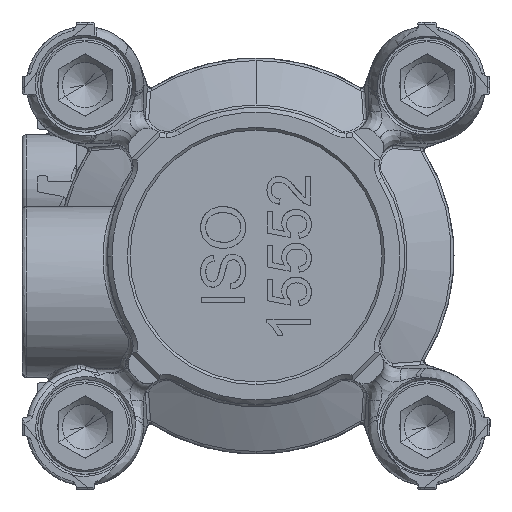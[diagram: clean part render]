
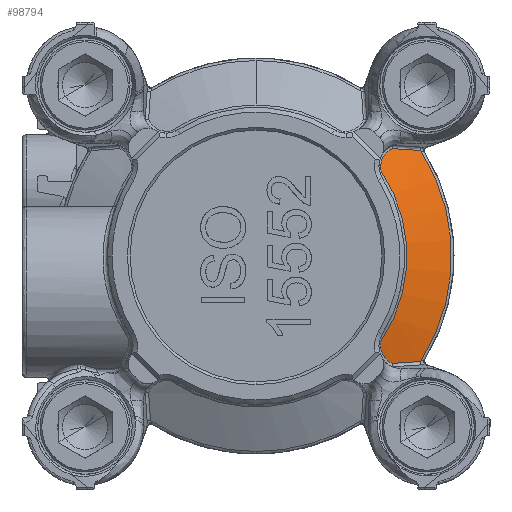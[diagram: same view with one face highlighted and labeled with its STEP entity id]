
A CAD part, front view. The second image highlights one B-rep face of the part: STEP entity #98794.
In plain terms, the highlighted conical face has half-angle 63.5 degrees and reference radius 21.723 mm.
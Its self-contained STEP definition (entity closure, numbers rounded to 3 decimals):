
#1379 = AXIS2_PLACEMENT_3D ( 'NONE', #47542, #78491, #40415 ) ;
#2127 = CARTESIAN_POINT ( 'NONE',  ( 15.152, 23.494, -11.925 ) ) ;
#3330 = EDGE_CURVE ( 'NONE', #48879, #71265, #57495, .T. ) ;
#3783 = CARTESIAN_POINT ( 'NONE',  ( 18.289, 24.711, 11.721 ) ) ;
#4547 = EDGE_CURVE ( 'NONE', #67386, #92310, #97232, .T. ) ;
#4670 = DIRECTION ( 'NONE',  ( -1., 0., 0. ) ) ;
#5618 = CARTESIAN_POINT ( 'NONE',  ( 14.192, 22.863, 11.099 ) ) ;
#5747 = CARTESIAN_POINT ( 'NONE',  ( 14.059, 22.736, -10.855 ) ) ;
#7445 = DIRECTION ( 'NONE',  ( 0., 1., 0. ) ) ;
#12428 = ORIENTED_EDGE ( 'NONE', *, *, #21403, .F. ) ;
#13857 = CARTESIAN_POINT ( 'NONE',  ( 14.511, 23.109, -11.491 ) ) ;
#14240 = CARTESIAN_POINT ( 'NONE',  ( 14.695, 23.23, 11.652 ) ) ;
#14356 = CARTESIAN_POINT ( 'NONE',  ( 14.711, 23.246, -11.68 ) ) ;
#14572 = DIRECTION ( 'NONE',  ( 0., 0., 1. ) ) ;
#14730 = CARTESIAN_POINT ( 'NONE',  ( 13.899, 22.534, 10.394 ) ) ;
#15001 = ORIENTED_EDGE ( 'NONE', *, *, #20792, .T. ) ;
#15877 = CARTESIAN_POINT ( 'NONE',  ( 18.289, 24.711, 11.721 ) ) ;
#16068 = CARTESIAN_POINT ( 'NONE',  ( 0., 22.245, 0. ) ) ;
#18484 = CARTESIAN_POINT ( 'NONE',  ( 13.86, 22.443, -10.14 ) ) ;
#19464 = VERTEX_POINT ( 'NONE', #76942 ) ;
#20792 = EDGE_CURVE ( 'NONE', #92310, #26391, #91654, .T. ) ;
#21374 = CARTESIAN_POINT ( 'NONE',  ( 13.848, 22.29, 9.634 ) ) ;
#21403 = EDGE_CURVE ( 'NONE', #67386, #19464, #69469, .T. ) ;
#21866 = CARTESIAN_POINT ( 'NONE',  ( 14.244, 22.907, 11.176 ) ) ;
#22881 = CARTESIAN_POINT ( 'NONE',  ( 13.882, 22.498, 10.3 ) ) ;
#25647 = CARTESIAN_POINT ( 'NONE',  ( 13.915, 22.245, -9.372 ) ) ;
#26155 = CARTESIAN_POINT ( 'NONE',  ( 13.846, 22.377, -9.936 ) ) ;
#26391 = VERTEX_POINT ( 'NONE', #74386 ) ;
#27039 = CARTESIAN_POINT ( 'NONE',  ( 15.152, 23.494, -11.925 ) ) ;
#29029 = CARTESIAN_POINT ( 'NONE',  ( 14.769, 23.277, 11.707 ) ) ;
#29156 = CARTESIAN_POINT ( 'NONE',  ( 14.144, 22.821, -11.024 ) ) ;
#29233 = EDGE_CURVE ( 'NONE', #26391, #48879, #80083, .T. ) ;
#30003 = CARTESIAN_POINT ( 'NONE',  ( 13.915, 22.245, 9.372 ) ) ;
#32637 = CARTESIAN_POINT ( 'NONE',  ( 16.148, 23.865, -11.864 ) ) ;
#33130 = CARTESIAN_POINT ( 'NONE',  ( 17.193, 24.271, -11.796 ) ) ;
#34793 = CARTESIAN_POINT ( 'NONE',  ( 17.193, 24.271, 11.796 ) ) ;
#36631 = CARTESIAN_POINT ( 'NONE',  ( 14.026, 22.704, 10.792 ) ) ;
#37134 = CARTESIAN_POINT ( 'NONE',  ( 15.152, 23.494, 11.925 ) ) ;
#38115 = CARTESIAN_POINT ( 'NONE',  ( 14.555, 23.139, 11.532 ) ) ;
#40415 = DIRECTION ( 'NONE',  ( 0., 0., -1. ) ) ;
#41394 = CARTESIAN_POINT ( 'NONE',  ( 13.882, 22.267, -9.503 ) ) ;
#43888 = CARTESIAN_POINT ( 'NONE',  ( 14.081, 22.758, -10.9 ) ) ;
#45263 = CARTESIAN_POINT ( 'NONE',  ( 13.978, 22.648, 10.672 ) ) ;
#47542 = CARTESIAN_POINT ( 'NONE',  ( 0., 24.711, 0. ) ) ;
#48879 = VERTEX_POINT ( 'NONE', #96895 ) ;
#49532 = CARTESIAN_POINT ( 'NONE',  ( 13.862, 22.449, -10.158 ) ) ;
#51039 = CARTESIAN_POINT ( 'NONE',  ( 14.487, 23.092, -11.467 ) ) ;
#52520 = CARTESIAN_POINT ( 'NONE',  ( 13.962, 22.624, -10.614 ) ) ;
#52581 = AXIS2_PLACEMENT_3D ( 'NONE', #16068, #7445, #14572 ) ;
#53396 = CARTESIAN_POINT ( 'NONE',  ( 14.577, 23.154, 11.552 ) ) ;
#55273 = EDGE_CURVE ( 'NONE', #71265, #19464, #84745, .T. ) ;
#57134 = CARTESIAN_POINT ( 'NONE',  ( 13.852, 22.414, -10.054 ) ) ;
#57495 = B_SPLINE_CURVE_WITH_KNOTS ( 'NONE', 3,
 ( #25647, #41394, #72372, #64766, #26155, #57134, #88094, #18484, #49532, #83973, #99201, #52520, #89603, #98711, #5747, #82976, #43888, #29156, #74874, #98193, #66273, #97221, #51039, #13857, #14356, #67232, #90099 ),
 .UNSPECIFIED., .F., .F.,
 ( 4, 2, 1, 1, 2, 2, 2, 1, 1, 2, 2, 2, 1, 2, 2, 4 ),
 ( 0., 0.125, 0.187, 0.219, 0.234, 0.25, 0.375, 0.437, 0.469, 0.484, 0.5, 0.625, 0.687, 0.719, 0.75, 1. ),
 .UNSPECIFIED. ) ;
#58988 = ORIENTED_EDGE ( 'NONE', *, *, #4547, .T. ) ;
#59541 = FACE_OUTER_BOUND ( 'NONE', #74323, .T. ) ;
#60015 = CARTESIAN_POINT ( 'NONE',  ( 13.923, 22.571, 10.487 ) ) ;
#60041 = DIRECTION ( 'NONE',  ( 0., 1., 0. ) ) ;
#61166 = AXIS2_PLACEMENT_3D ( 'NONE', #82874, #60041, #4670 ) ;
#64766 = CARTESIAN_POINT ( 'NONE',  ( 13.848, 22.348, -9.835 ) ) ;
#65776 = CARTESIAN_POINT ( 'NONE',  ( 16.148, 23.865, 11.864 ) ) ;
#66047 = CONICAL_SURFACE ( 'NONE', #61166, 21.723, 1.108 ) ;
#66273 = CARTESIAN_POINT ( 'NONE',  ( 14.379, 23.014, -11.352 ) ) ;
#67232 = CARTESIAN_POINT ( 'NONE',  ( 14.916, 23.369, -11.82 ) ) ;
#67386 = VERTEX_POINT ( 'NONE', #15877 ) ;
#67612 = CARTESIAN_POINT ( 'NONE',  ( 13.871, 22.475, 10.236 ) ) ;
#68113 = CARTESIAN_POINT ( 'NONE',  ( 14.924, 23.369, 11.811 ) ) ;
#68601 = CARTESIAN_POINT ( 'NONE',  ( 14.355, 22.997, 11.326 ) ) ;
#69469 = CIRCLE ( 'NONE', #1379, 21.723 ) ;
#71251 = CARTESIAN_POINT ( 'NONE',  ( 15.152, 23.494, 11.925 ) ) ;
#71265 = VERTEX_POINT ( 'NONE', #27039 ) ;
#72237 = CARTESIAN_POINT ( 'NONE',  ( 18.289, 24.711, -11.721 ) ) ;
#72372 = CARTESIAN_POINT ( 'NONE',  ( 13.86, 22.296, -9.635 ) ) ;
#74323 = EDGE_LOOP ( 'NONE', ( #84351, #12428, #58988, #15001, #87334, #83118 ) ) ;
#74386 = CARTESIAN_POINT ( 'NONE',  ( 13.915, 22.245, 9.372 ) ) ;
#74874 = CARTESIAN_POINT ( 'NONE',  ( 14.208, 22.879, -11.13 ) ) ;
#76239 = CARTESIAN_POINT ( 'NONE',  ( 15.034, 23.432, 11.873 ) ) ;
#76727 = CARTESIAN_POINT ( 'NONE',  ( 14.101, 22.778, 10.939 ) ) ;
#76942 = CARTESIAN_POINT ( 'NONE',  ( 18.289, 24.711, -11.721 ) ) ;
#78491 = DIRECTION ( 'NONE',  ( 0., 1., 0. ) ) ;
#80083 = CIRCLE ( 'NONE', #52581, 16.777 ) ;
#82874 = CARTESIAN_POINT ( 'NONE',  ( 0., 24.711, 0. ) ) ;
#82976 = CARTESIAN_POINT ( 'NONE',  ( 14.073, 22.751, -10.884 ) ) ;
#83118 = ORIENTED_EDGE ( 'NONE', *, *, #3330, .T. ) ;
#83851 = CARTESIAN_POINT ( 'NONE',  ( 14.114, 22.791, 10.965 ) ) ;
#83973 = CARTESIAN_POINT ( 'NONE',  ( 13.88, 22.498, -10.303 ) ) ;
#84351 = ORIENTED_EDGE ( 'NONE', *, *, #55273, .T. ) ;
#84745 = B_SPLINE_CURVE_WITH_KNOTS ( 'NONE', 3,
 ( #2127, #32637, #33130, #72237 ),
 .UNSPECIFIED., .F., .F.,
 ( 4, 4 ),
 ( 0., 1. ),
 .UNSPECIFIED. ) ;
#87334 = ORIENTED_EDGE ( 'NONE', *, *, #29233, .T. ) ;
#88094 = CARTESIAN_POINT ( 'NONE',  ( 13.857, 22.431, -10.106 ) ) ;
#89603 = CARTESIAN_POINT ( 'NONE',  ( 13.994, 22.665, -10.705 ) ) ;
#90099 = CARTESIAN_POINT ( 'NONE',  ( 15.152, 23.494, -11.925 ) ) ;
#90961 = CARTESIAN_POINT ( 'NONE',  ( 13.83, 22.359, 9.899 ) ) ;
#91443 = CARTESIAN_POINT ( 'NONE',  ( 14.624, 23.184, 11.592 ) ) ;
#91654 = B_SPLINE_CURVE_WITH_KNOTS ( 'NONE', 3,
 ( #37134, #76239, #68113, #29029, #14240, #91443, #53396, #38115, #99073, #68601, #21866, #5618, #98581, #83851, #76727, #36631, #45263, #60015, #14730, #22881, #67612, #99560, #90961, #21374, #30003 ),
 .UNSPECIFIED., .F., .F.,
 ( 4, 2, 1, 2, 2, 2, 1, 2, 2, 2, 1, 2, 2, 4 ),
 ( 0., 0.125, 0.188, 0.219, 0.25, 0.375, 0.438, 0.469, 0.5, 0.625, 0.688, 0.719, 0.75, 1. ),
 .UNSPECIFIED. ) ;
#92310 = VERTEX_POINT ( 'NONE', #71251 ) ;
#96895 = CARTESIAN_POINT ( 'NONE',  ( 13.915, 22.245, -9.372 ) ) ;
#97221 = CARTESIAN_POINT ( 'NONE',  ( 14.443, 23.061, -11.422 ) ) ;
#97232 = B_SPLINE_CURVE_WITH_KNOTS ( 'NONE', 3,
 ( #3783, #34793, #65776, #99696 ),
 .UNSPECIFIED., .F., .F.,
 ( 4, 4 ),
 ( 0., 1. ),
 .UNSPECIFIED. ) ;
#98193 = CARTESIAN_POINT ( 'NONE',  ( 14.319, 22.969, -11.279 ) ) ;
#98581 = CARTESIAN_POINT ( 'NONE',  ( 14.145, 22.82, 11.019 ) ) ;
#98711 = CARTESIAN_POINT ( 'NONE',  ( 14.038, 22.714, -10.81 ) ) ;
#98794 = ADVANCED_FACE ( 'NONE', ( #59541 ), #66047, .T. ) ;
#99073 = CARTESIAN_POINT ( 'NONE',  ( 14.439, 23.059, 11.421 ) ) ;
#99201 = CARTESIAN_POINT ( 'NONE',  ( 13.906, 22.546, -10.429 ) ) ;
#99560 = CARTESIAN_POINT ( 'NONE',  ( 13.867, 22.465, 10.207 ) ) ;
#99696 = CARTESIAN_POINT ( 'NONE',  ( 15.152, 23.494, 11.925 ) ) ;
